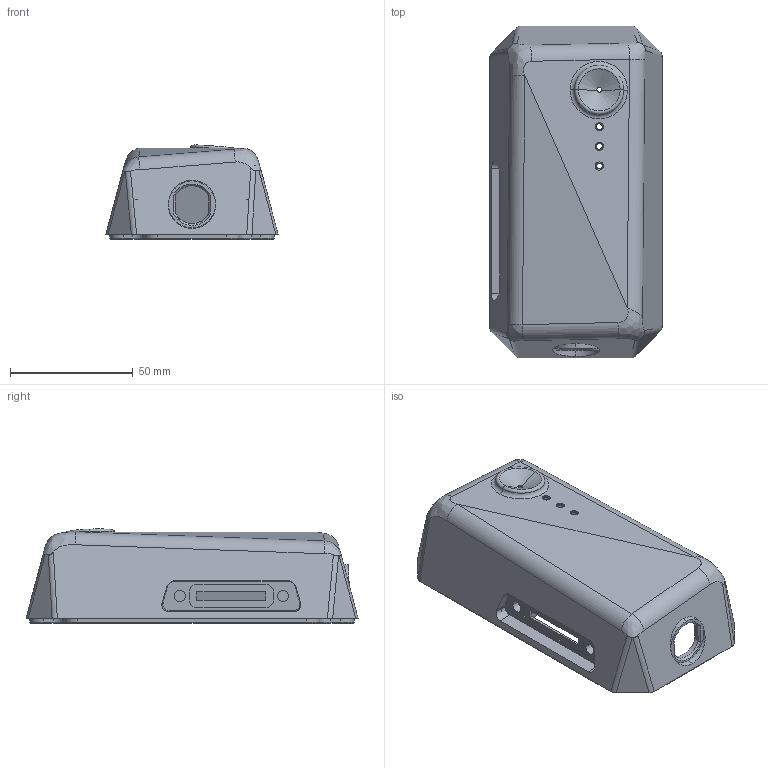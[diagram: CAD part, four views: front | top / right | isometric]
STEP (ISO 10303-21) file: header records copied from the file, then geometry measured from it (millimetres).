
FILE_DESCRIPTION(('STEP AP214'),'1');
FILE_NAME('enclosure-lid-v0.16_SC.stp','2021-03-01T11:03:55',(' '),(' '),'Spatial InterOp 3D',' ',' ');
FILE_SCHEMA(('AUTOMOTIVE_DESIGN { 1 0 10303 214 1 1 1 1 }'));
Length unit declared in the file: millimetre
Products named in the file (1): Solid1
Bounding box: 70 x 135 x 38.27 mm (x, y, z)
Volume: 61614.1 mm3; surface area: 42322.2 mm2
Topology: 1 solids, 1 shells, 544 faces, 1369 edges, 878 vertices
Faces by surface type: plane 154, extrusion 119, cylinder 113, bspline 68, cone 62, torus 28
Entity records: 26047 total; most frequent: CARTESIAN_POINT 9063, ORIENTED_EDGE 2738, DIRECTION 2305, EDGE_CURVE 1369, VERTEX_POINT 878, AXIS2_PLACEMENT_3D 782, VECTOR 741, LINE 622
